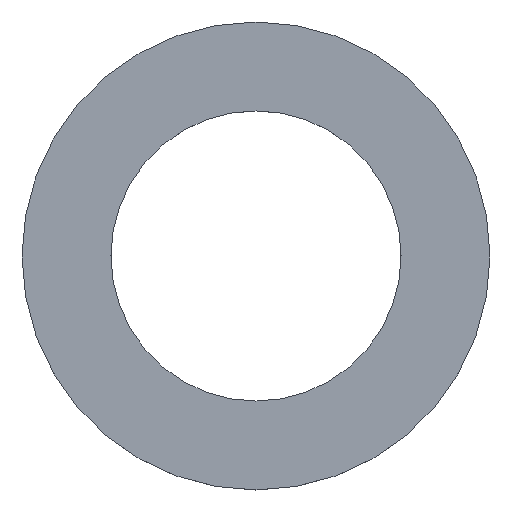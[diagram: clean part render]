
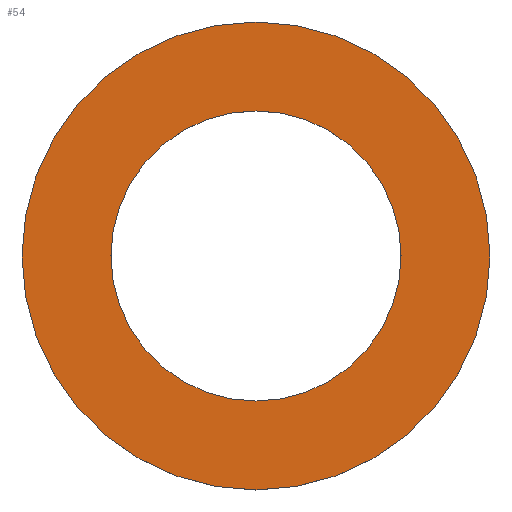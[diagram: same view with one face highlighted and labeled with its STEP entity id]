
A CAD part, top view. The second image highlights one B-rep face of the part: STEP entity #54.
In plain terms, the highlighted planar face has unit normal (0, 0, 1).
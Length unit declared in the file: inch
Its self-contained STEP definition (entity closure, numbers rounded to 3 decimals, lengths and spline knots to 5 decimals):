
#5 = CARTESIAN_POINT ( 'NONE',  ( 0., 0., 0. ) ) ;
#7 = ORIENTED_EDGE ( 'NONE', *, *, #40, .T. ) ;
#40 = EDGE_CURVE ( 'NONE', #72, #75, #207, .T. ) ;
#41 = ORIENTED_EDGE ( 'NONE', *, *, #42, .F. ) ;
#42 = EDGE_CURVE ( 'NONE', #90, #87, #203, .T. ) ;
#43 = ORIENTED_EDGE ( 'NONE', *, *, #89, .F. ) ;
#44 = EDGE_LOOP ( 'NONE', ( #45, #7 ) ) ;
#45 = ORIENTED_EDGE ( 'NONE', *, *, #74, .T. ) ;
#54 = ADVANCED_FACE ( 'NONE', ( #185, #154 ), #191, .T. ) ;
#55 = EDGE_LOOP ( 'NONE', ( #41, #43 ) ) ;
#72 = VERTEX_POINT ( 'NONE', #122 ) ;
#74 = EDGE_CURVE ( 'NONE', #75, #72, #121, .T. ) ;
#75 = VERTEX_POINT ( 'NONE', #116 ) ;
#87 = VERTEX_POINT ( 'NONE', #94 ) ;
#89 = EDGE_CURVE ( 'NONE', #87, #90, #184, .T. ) ;
#90 = VERTEX_POINT ( 'NONE', #179 ) ;
#94 = CARTESIAN_POINT ( 'NONE',  ( -0.155, 0., 0. ) ) ;
#116 = CARTESIAN_POINT ( 'NONE',  ( 0.25, 0., 0. ) ) ;
#117 = DIRECTION ( 'NONE',  ( 1., 0., 0. ) ) ;
#118 = DIRECTION ( 'NONE',  ( 0., 0., 1. ) ) ;
#119 = CARTESIAN_POINT ( 'NONE',  ( 0., 0., 0. ) ) ;
#120 = AXIS2_PLACEMENT_3D ( 'NONE', #119, #118, #117 ) ;
#121 = CIRCLE ( 'NONE', #120, 0.25 ) ;
#122 = CARTESIAN_POINT ( 'NONE',  ( -0.25, 0., 0. ) ) ;
#150 = DIRECTION ( 'NONE',  ( 1., 0., 0. ) ) ;
#151 = DIRECTION ( 'NONE',  ( 0., 0., 1. ) ) ;
#152 = CARTESIAN_POINT ( 'NONE',  ( 0., 0., 0. ) ) ;
#153 = AXIS2_PLACEMENT_3D ( 'NONE', #152, #151, #150 ) ;
#154 = FACE_OUTER_BOUND ( 'NONE', #44, .T. ) ;
#179 = CARTESIAN_POINT ( 'NONE',  ( 0.155, 0., 0. ) ) ;
#180 = DIRECTION ( 'NONE',  ( 1., 0., 0. ) ) ;
#181 = DIRECTION ( 'NONE',  ( 0., 0., 1. ) ) ;
#182 = CARTESIAN_POINT ( 'NONE',  ( 0., 0., 0. ) ) ;
#183 = AXIS2_PLACEMENT_3D ( 'NONE', #182, #181, #180 ) ;
#184 = CIRCLE ( 'NONE', #183, 0.155 ) ;
#185 = FACE_BOUND ( 'NONE', #55, .T. ) ;
#191 = PLANE ( 'NONE',  #153 ) ;
#199 = DIRECTION ( 'NONE',  ( 1., 0., 0. ) ) ;
#200 = DIRECTION ( 'NONE',  ( 0., 0., 1. ) ) ;
#201 = CARTESIAN_POINT ( 'NONE',  ( 0., 0., 0. ) ) ;
#202 = AXIS2_PLACEMENT_3D ( 'NONE', #201, #200, #199 ) ;
#203 = CIRCLE ( 'NONE', #202, 0.155 ) ;
#204 = DIRECTION ( 'NONE',  ( 1., 0., 0. ) ) ;
#205 = DIRECTION ( 'NONE',  ( 0., 0., 1. ) ) ;
#206 = AXIS2_PLACEMENT_3D ( 'NONE', #5, #205, #204 ) ;
#207 = CIRCLE ( 'NONE', #206, 0.25 ) ;
